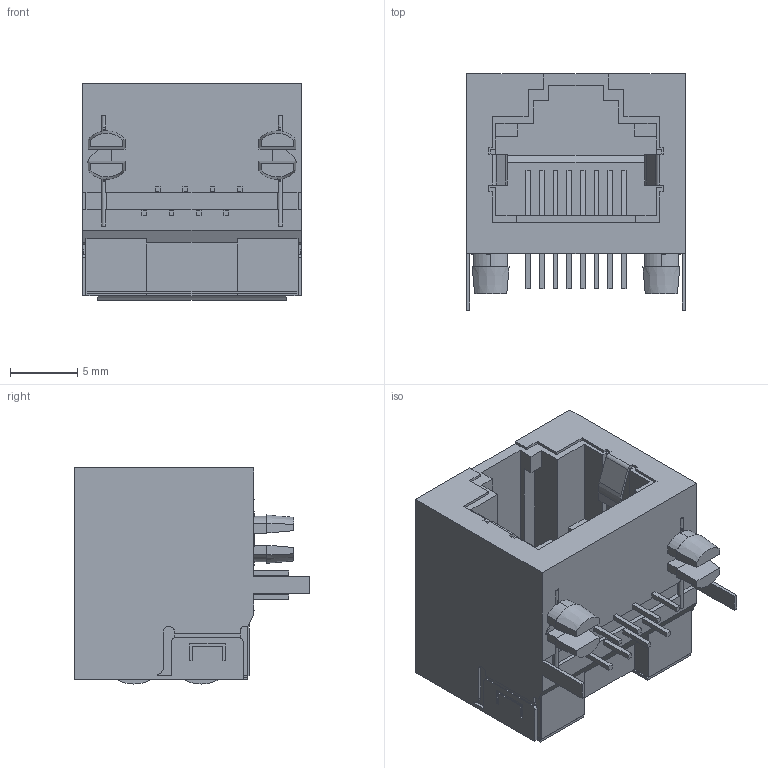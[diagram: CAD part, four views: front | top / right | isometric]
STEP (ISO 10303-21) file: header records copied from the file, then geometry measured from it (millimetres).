
FILE_DESCRIPTION (( 'STEP AP214' ), '1' );
FILE_NAME ('TJ-8P8C-TRJE101DNL.STEP', '2020-05-15T16:45:36', ( 'Elessar' ), ( '' ), 'SwSTEP 2.0', 'SolidWorks 2018', '' );
FILE_SCHEMA (( 'AUTOMOTIVE_DESIGN' ));
Length unit declared in the file: millimetre
Products named in the file (1): TJ-8P8C-TRJE101DNL
Bounding box: 16.26 x 17.53 x 16.05 mm (x, y, z)
Volume: 2242.8 mm3; surface area: 2398.4 mm2
Topology: 1 solids, 1 shells, 346 faces, 984 edges, 652 vertices
Faces by surface type: plane 305, cylinder 35, cone 6
Entity records: 14199 total; most frequent: CARTESIAN_POINT 2059, ORIENTED_EDGE 1968, DIRECTION 1752, EDGE_CURVE 984, VECTOR 870, LINE 870, VERTEX_POINT 652, AXIS2_PLACEMENT_3D 441
